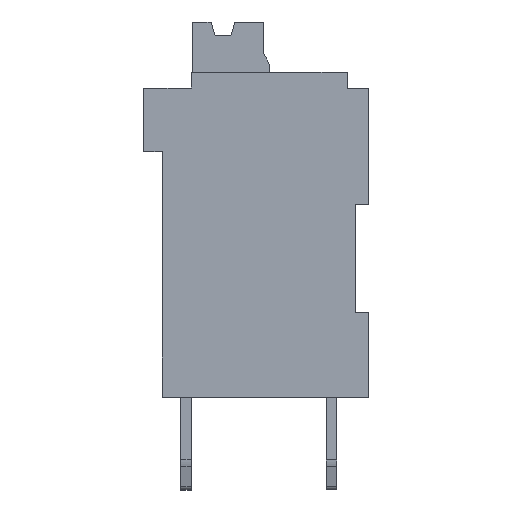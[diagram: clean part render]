
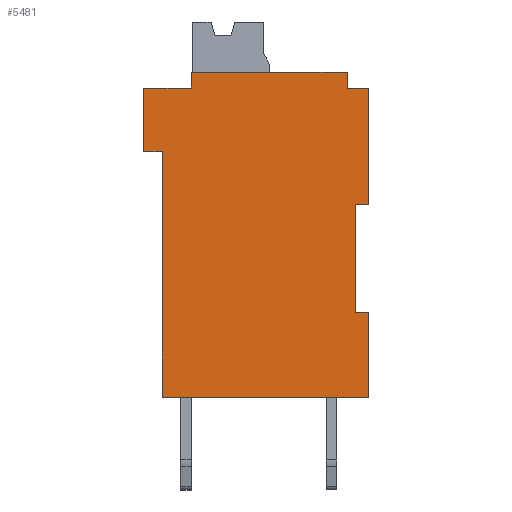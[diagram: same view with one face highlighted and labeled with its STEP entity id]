
A CAD part, top view. The second image highlights one B-rep face of the part: STEP entity #5481.
In plain terms, the highlighted planar face has unit normal (0, 0, 1).
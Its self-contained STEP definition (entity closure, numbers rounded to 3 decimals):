
#21 = VECTOR ( 'NONE', #4708, 1000. ) ;
#41 = CARTESIAN_POINT ( 'NONE',  ( 3.449, -5.253, 4.649 ) ) ;
#230 = EDGE_CURVE ( 'NONE', #3757, #2683, #13671, .T. ) ;
#1058 = DIRECTION ( 'NONE',  ( 0., 0., 1. ) ) ;
#1265 = LINE ( 'NONE', #7178, #14110 ) ;
#1476 = CARTESIAN_POINT ( 'NONE',  ( 10.449, 6.448, 4.649 ) ) ;
#1592 = VECTOR ( 'NONE', #6673, 1000. ) ;
#1733 = EDGE_CURVE ( 'NONE', #1790, #6997, #3394, .T. ) ;
#1790 = VERTEX_POINT ( 'NONE', #41 ) ;
#2053 = CARTESIAN_POINT ( 'NONE',  ( 10.749, 2.048, 4.649 ) ) ;
#2166 = ORIENTED_EDGE ( 'NONE', *, *, #10363, .T. ) ;
#2683 = VERTEX_POINT ( 'NONE', #5881 ) ;
#2787 = LINE ( 'NONE', #8640, #11276 ) ;
#3178 = CARTESIAN_POINT ( 'NONE',  ( 11.249, -5.252, 4.649 ) ) ;
#3309 = ORIENTED_EDGE ( 'NONE', *, *, #6219, .T. ) ;
#3394 = LINE ( 'NONE', #8027, #1592 ) ;
#3405 = LINE ( 'NONE', #3178, #6344 ) ;
#3539 = CARTESIAN_POINT ( 'NONE',  ( 10.449, 7.048, 4.649 ) ) ;
#3697 = EDGE_CURVE ( 'NONE', #3954, #14905, #2787, .T. ) ;
#3757 = VERTEX_POINT ( 'NONE', #11899 ) ;
#3954 = VERTEX_POINT ( 'NONE', #3539 ) ;
#4138 = CARTESIAN_POINT ( 'NONE',  ( 11.249, -5.252, 4.649 ) ) ;
#4280 = ORIENTED_EDGE ( 'NONE', *, *, #12041, .T. ) ;
#4534 = CARTESIAN_POINT ( 'NONE',  ( 2.749, 6.447, 4.649 ) ) ;
#4594 = VECTOR ( 'NONE', #11521, 1000. ) ;
#4708 = DIRECTION ( 'NONE',  ( 0., 1., 0. ) ) ;
#4726 = FACE_OUTER_BOUND ( 'NONE', #7865, .T. ) ;
#4775 = LINE ( 'NONE', #4850, #21 ) ;
#4850 = CARTESIAN_POINT ( 'NONE',  ( 11.249, 2.048, 4.649 ) ) ;
#5037 = ORIENTED_EDGE ( 'NONE', *, *, #230, .T. ) ;
#5187 = CARTESIAN_POINT ( 'NONE',  ( 11.249, -2.052, 4.649 ) ) ;
#5331 = ORIENTED_EDGE ( 'NONE', *, *, #1733, .T. ) ;
#5333 = DIRECTION ( 'NONE',  ( 0., -1., 0. ) ) ;
#5481 = ADVANCED_FACE ( 'NONE', ( #4726 ), #14879, .T. ) ;
#5770 = CARTESIAN_POINT ( 'NONE',  ( 11.249, 6.448, 4.649 ) ) ;
#5782 = CARTESIAN_POINT ( 'NONE',  ( 11.249, 2.048, 4.649 ) ) ;
#5881 = CARTESIAN_POINT ( 'NONE',  ( 10.449, 6.448, 4.649 ) ) ;
#6219 = EDGE_CURVE ( 'NONE', #9783, #1790, #7548, .T. ) ;
#6246 = AXIS2_PLACEMENT_3D ( 'NONE', #13914, #1058, #11698 ) ;
#6344 = VECTOR ( 'NONE', #13594, 1000. ) ;
#6540 = CARTESIAN_POINT ( 'NONE',  ( 3.449, 4.047, 4.649 ) ) ;
#6559 = VECTOR ( 'NONE', #7276, 1000. ) ;
#6673 = DIRECTION ( 'NONE',  ( 1., 0., 0. ) ) ;
#6684 = CARTESIAN_POINT ( 'NONE',  ( 4.549, 7.047, 4.649 ) ) ;
#6814 = DIRECTION ( 'NONE',  ( 0., -1., 0. ) ) ;
#6941 = CARTESIAN_POINT ( 'NONE',  ( 11.249, -2.052, 4.649 ) ) ;
#6997 = VERTEX_POINT ( 'NONE', #4138 ) ;
#7178 = CARTESIAN_POINT ( 'NONE',  ( 10.749, -2.052, 4.649 ) ) ;
#7275 = VERTEX_POINT ( 'NONE', #2053 ) ;
#7276 = DIRECTION ( 'NONE',  ( 1., 0., 0. ) ) ;
#7392 = ORIENTED_EDGE ( 'NONE', *, *, #12484, .T. ) ;
#7405 = LINE ( 'NONE', #1476, #14094 ) ;
#7435 = CARTESIAN_POINT ( 'NONE',  ( 10.749, -2.052, 4.649 ) ) ;
#7548 = LINE ( 'NONE', #14681, #14116 ) ;
#7845 = CARTESIAN_POINT ( 'NONE',  ( 4.549, 6.447, 4.649 ) ) ;
#7865 = EDGE_LOOP ( 'NONE', ( #4280, #9864, #11106, #3309, #5331, #8870, #14829, #2166, #7392, #14873, #5037, #12625, #14408, #8468 ) ) ;
#7874 = CARTESIAN_POINT ( 'NONE',  ( 4.549, 7.047, 4.649 ) ) ;
#7886 = EDGE_CURVE ( 'NONE', #14773, #13744, #9512, .T. ) ;
#8027 = CARTESIAN_POINT ( 'NONE',  ( 3.449, -5.253, 4.649 ) ) ;
#8040 = CARTESIAN_POINT ( 'NONE',  ( 2.749, 4.047, 4.649 ) ) ;
#8105 = DIRECTION ( 'NONE',  ( 0., 1., 0. ) ) ;
#8258 = VECTOR ( 'NONE', #12724, 1000. ) ;
#8468 = ORIENTED_EDGE ( 'NONE', *, *, #9269, .T. ) ;
#8606 = VERTEX_POINT ( 'NONE', #8040 ) ;
#8640 = CARTESIAN_POINT ( 'NONE',  ( 10.449, 7.048, 4.649 ) ) ;
#8789 = CARTESIAN_POINT ( 'NONE',  ( 4.549, 6.447, 4.649 ) ) ;
#8870 = ORIENTED_EDGE ( 'NONE', *, *, #13939, .T. ) ;
#9080 = CARTESIAN_POINT ( 'NONE',  ( 2.749, 4.047, 4.649 ) ) ;
#9269 = EDGE_CURVE ( 'NONE', #14905, #14108, #13501, .T. ) ;
#9512 = LINE ( 'NONE', #6941, #8258 ) ;
#9528 = EDGE_CURVE ( 'NONE', #2683, #3954, #7405, .T. ) ;
#9783 = VERTEX_POINT ( 'NONE', #6540 ) ;
#9864 = ORIENTED_EDGE ( 'NONE', *, *, #14720, .T. ) ;
#9973 = DIRECTION ( 'NONE',  ( -1., 0., 0. ) ) ;
#10022 = CARTESIAN_POINT ( 'NONE',  ( 2.749, 6.447, 4.649 ) ) ;
#10287 = LINE ( 'NONE', #9080, #11717 ) ;
#10363 = EDGE_CURVE ( 'NONE', #13744, #7275, #1265, .T. ) ;
#10425 = EDGE_CURVE ( 'NONE', #12249, #3757, #4775, .T. ) ;
#10901 = DIRECTION ( 'NONE',  ( -1., 0., 0. ) ) ;
#11030 = DIRECTION ( 'NONE',  ( 0., -1., 0. ) ) ;
#11106 = ORIENTED_EDGE ( 'NONE', *, *, #11676, .T. ) ;
#11226 = LINE ( 'NONE', #10022, #14440 ) ;
#11276 = VECTOR ( 'NONE', #10901, 1000. ) ;
#11521 = DIRECTION ( 'NONE',  ( -1., 0., 0. ) ) ;
#11676 = EDGE_CURVE ( 'NONE', #8606, #9783, #10287, .T. ) ;
#11698 = DIRECTION ( 'NONE',  ( 1., 0., 0. ) ) ;
#11707 = VERTEX_POINT ( 'NONE', #4534 ) ;
#11717 = VECTOR ( 'NONE', #14699, 1000. ) ;
#11842 = LINE ( 'NONE', #14197, #6559 ) ;
#11899 = CARTESIAN_POINT ( 'NONE',  ( 11.249, 6.448, 4.649 ) ) ;
#12041 = EDGE_CURVE ( 'NONE', #14108, #11707, #12335, .T. ) ;
#12249 = VERTEX_POINT ( 'NONE', #5782 ) ;
#12335 = LINE ( 'NONE', #7845, #12709 ) ;
#12484 = EDGE_CURVE ( 'NONE', #7275, #12249, #11842, .T. ) ;
#12625 = ORIENTED_EDGE ( 'NONE', *, *, #9528, .T. ) ;
#12709 = VECTOR ( 'NONE', #9973, 1000. ) ;
#12724 = DIRECTION ( 'NONE',  ( -1., 0., 0. ) ) ;
#13268 = DIRECTION ( 'NONE',  ( 0., 1., 0. ) ) ;
#13501 = LINE ( 'NONE', #7874, #13862 ) ;
#13594 = DIRECTION ( 'NONE',  ( 0., 1., 0. ) ) ;
#13671 = LINE ( 'NONE', #5770, #4594 ) ;
#13744 = VERTEX_POINT ( 'NONE', #7435 ) ;
#13862 = VECTOR ( 'NONE', #6814, 1000. ) ;
#13914 = CARTESIAN_POINT ( 'NONE',  ( 7.099, 0.898, 4.649 ) ) ;
#13939 = EDGE_CURVE ( 'NONE', #6997, #14773, #3405, .T. ) ;
#14094 = VECTOR ( 'NONE', #13268, 1000. ) ;
#14108 = VERTEX_POINT ( 'NONE', #8789 ) ;
#14110 = VECTOR ( 'NONE', #8105, 1000. ) ;
#14116 = VECTOR ( 'NONE', #11030, 1000. ) ;
#14197 = CARTESIAN_POINT ( 'NONE',  ( 10.749, 2.048, 4.649 ) ) ;
#14408 = ORIENTED_EDGE ( 'NONE', *, *, #3697, .T. ) ;
#14440 = VECTOR ( 'NONE', #5333, 1000. ) ;
#14681 = CARTESIAN_POINT ( 'NONE',  ( 3.449, 4.047, 4.649 ) ) ;
#14699 = DIRECTION ( 'NONE',  ( 1., 0., 0. ) ) ;
#14720 = EDGE_CURVE ( 'NONE', #11707, #8606, #11226, .T. ) ;
#14773 = VERTEX_POINT ( 'NONE', #5187 ) ;
#14829 = ORIENTED_EDGE ( 'NONE', *, *, #7886, .T. ) ;
#14873 = ORIENTED_EDGE ( 'NONE', *, *, #10425, .T. ) ;
#14879 = PLANE ( 'NONE',  #6246 ) ;
#14905 = VERTEX_POINT ( 'NONE', #6684 ) ;
